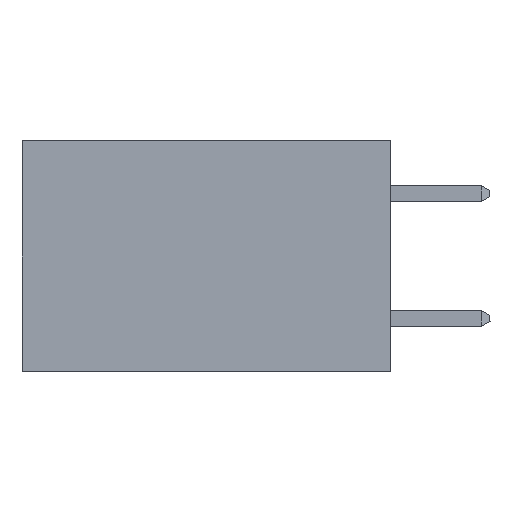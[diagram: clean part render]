
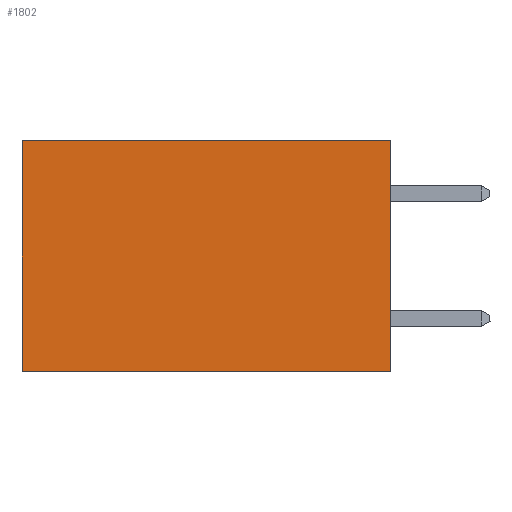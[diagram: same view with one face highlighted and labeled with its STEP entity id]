
A CAD part, left-side view. The second image highlights one B-rep face of the part: STEP entity #1802.
In plain terms, the highlighted planar face has unit normal (-1, 0, 0).
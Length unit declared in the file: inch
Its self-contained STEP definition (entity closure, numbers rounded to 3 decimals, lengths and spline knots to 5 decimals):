
#643 = ORIENTED_EDGE ( 'NONE', *, *, #22062, .F. ) ;
#719 = EDGE_CURVE ( 'NONE', #21842, #13041, #9635, .T. ) ;
#1802 = ADVANCED_FACE ( 'NONE', ( #6612 ), #7567, .F. ) ;
#4429 = EDGE_CURVE ( 'NONE', #16602, #13041, #28436, .T. ) ;
#4575 = LINE ( 'NONE', #23643, #21889 ) ;
#6612 = FACE_OUTER_BOUND ( 'NONE', #10991, .T. ) ;
#6846 = CARTESIAN_POINT ( 'NONE',  ( 0.277, 0., -0.37 ) ) ;
#7567 = PLANE ( 'NONE',  #16453 ) ;
#7908 = DIRECTION ( 'NONE',  ( 0., 0., -1. ) ) ;
#8098 = ORIENTED_EDGE ( 'NONE', *, *, #29782, .T. ) ;
#8609 = DIRECTION ( 'NONE',  ( 1., 0., 0. ) ) ;
#9635 = LINE ( 'NONE', #28698, #16651 ) ;
#10742 = VECTOR ( 'NONE', #13982, 39.37008 ) ;
#10991 = EDGE_LOOP ( 'NONE', ( #29783, #29423, #643, #8098 ) ) ;
#13041 = VERTEX_POINT ( 'NONE', #21080 ) ;
#13982 = DIRECTION ( 'NONE',  ( 0., 1., 0. ) ) ;
#14422 = VERTEX_POINT ( 'NONE', #20347 ) ;
#16006 = VECTOR ( 'NONE', #16647, 39.37008 ) ;
#16453 = AXIS2_PLACEMENT_3D ( 'NONE', #6846, #8609, #7908 ) ;
#16602 = VERTEX_POINT ( 'NONE', #30185 ) ;
#16647 = DIRECTION ( 'NONE',  ( 0., 0., -1. ) ) ;
#16651 = VECTOR ( 'NONE', #28519, 39.37008 ) ;
#16652 = CARTESIAN_POINT ( 'NONE',  ( 0.277, 0.59, -0.37 ) ) ;
#18676 = LINE ( 'NONE', #27987, #10742 ) ;
#20347 = CARTESIAN_POINT ( 'NONE',  ( 0.277, 0., 0. ) ) ;
#21080 = CARTESIAN_POINT ( 'NONE',  ( 0.277, 0.59, -0.37 ) ) ;
#21842 = VERTEX_POINT ( 'NONE', #29896 ) ;
#21889 = VECTOR ( 'NONE', #25984, 39.37008 ) ;
#22062 = EDGE_CURVE ( 'NONE', #14422, #21842, #4575, .T. ) ;
#23643 = CARTESIAN_POINT ( 'NONE',  ( 0.277, 0., -0.37 ) ) ;
#25984 = DIRECTION ( 'NONE',  ( 0., 0., -1. ) ) ;
#27987 = CARTESIAN_POINT ( 'NONE',  ( 0.277, 0., 0. ) ) ;
#28436 = LINE ( 'NONE', #16652, #16006 ) ;
#28519 = DIRECTION ( 'NONE',  ( 0., 1., 0. ) ) ;
#28698 = CARTESIAN_POINT ( 'NONE',  ( 0.277, 0., -0.37 ) ) ;
#29423 = ORIENTED_EDGE ( 'NONE', *, *, #719, .F. ) ;
#29782 = EDGE_CURVE ( 'NONE', #14422, #16602, #18676, .T. ) ;
#29783 = ORIENTED_EDGE ( 'NONE', *, *, #4429, .T. ) ;
#29896 = CARTESIAN_POINT ( 'NONE',  ( 0.277, 0., -0.37 ) ) ;
#30185 = CARTESIAN_POINT ( 'NONE',  ( 0.277, 0.59, 0. ) ) ;
